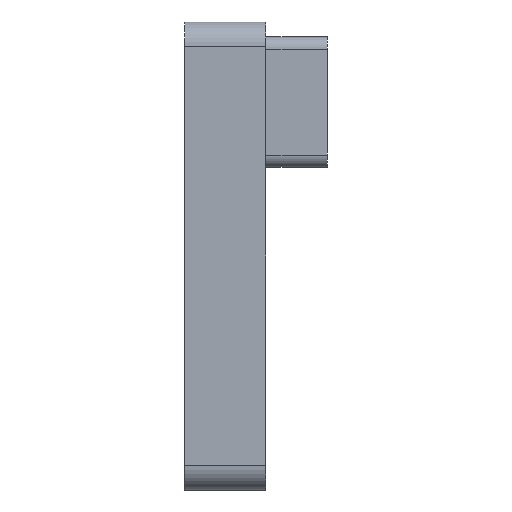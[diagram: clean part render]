
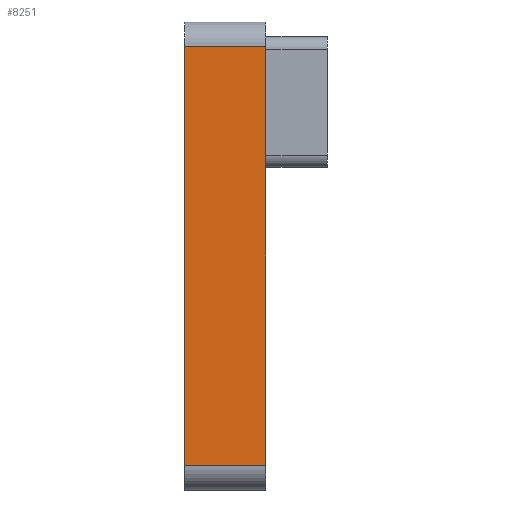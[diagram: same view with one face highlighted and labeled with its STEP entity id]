
A CAD part, front view. The second image highlights one B-rep face of the part: STEP entity #8251.
In plain terms, the highlighted planar face has unit normal (0, -1, 0).
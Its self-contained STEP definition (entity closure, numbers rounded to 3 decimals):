
#258 = VECTOR ( 'NONE', #13982, 1000. ) ;
#838 = LINE ( 'NONE', #4683, #258 ) ;
#1022 = CARTESIAN_POINT ( 'NONE',  ( -1.65, -15.5, 8.5 ) ) ;
#1791 = LINE ( 'NONE', #3838, #10255 ) ;
#2359 = ORIENTED_EDGE ( 'NONE', *, *, #23304, .T. ) ;
#3764 = LINE ( 'NONE', #18906, #15620 ) ;
#3838 = CARTESIAN_POINT ( 'NONE',  ( 1.65, -15.5, 8.5 ) ) ;
#4096 = VECTOR ( 'NONE', #22455, 1000. ) ;
#4364 = CARTESIAN_POINT ( 'NONE',  ( 1.65, -15.5, 8.5 ) ) ;
#4683 = CARTESIAN_POINT ( 'NONE',  ( 1.65, -15.5, 8.5 ) ) ;
#5265 = ORIENTED_EDGE ( 'NONE', *, *, #8692, .F. ) ;
#7894 = VERTEX_POINT ( 'NONE', #11144 ) ;
#8027 = CARTESIAN_POINT ( 'NONE',  ( -1.65, -15.5, 8.5 ) ) ;
#8251 = ADVANCED_FACE ( 'NONE', ( #18130 ), #17658, .F. ) ;
#8692 = EDGE_CURVE ( 'NONE', #22013, #19426, #1791, .T. ) ;
#9182 = DIRECTION ( 'NONE',  ( 0., 0., -1. ) ) ;
#9809 = VERTEX_POINT ( 'NONE', #1022 ) ;
#10001 = DIRECTION ( 'NONE',  ( -1., 0., 0. ) ) ;
#10029 = CARTESIAN_POINT ( 'NONE',  ( 1.65, -15.5, -8.5 ) ) ;
#10255 = VECTOR ( 'NONE', #9182, 1000. ) ;
#11144 = CARTESIAN_POINT ( 'NONE',  ( -1.65, -15.5, -8.5 ) ) ;
#11655 = CARTESIAN_POINT ( 'NONE',  ( 1.65, -15.5, 8.5 ) ) ;
#12443 = ORIENTED_EDGE ( 'NONE', *, *, #15321, .T. ) ;
#13982 = DIRECTION ( 'NONE',  ( -1., 0., 0. ) ) ;
#14321 = DIRECTION ( 'NONE',  ( 0., 1., 0. ) ) ;
#15321 = EDGE_CURVE ( 'NONE', #9809, #7894, #20714, .T. ) ;
#15620 = VECTOR ( 'NONE', #10001, 1000. ) ;
#16552 = EDGE_CURVE ( 'NONE', #19426, #7894, #3764, .T. ) ;
#17658 = PLANE ( 'NONE',  #18497 ) ;
#17787 = ORIENTED_EDGE ( 'NONE', *, *, #16552, .F. ) ;
#18130 = FACE_OUTER_BOUND ( 'NONE', #22228, .T. ) ;
#18497 = AXIS2_PLACEMENT_3D ( 'NONE', #11655, #14321, #21551 ) ;
#18906 = CARTESIAN_POINT ( 'NONE',  ( 1.65, -15.5, -8.5 ) ) ;
#19426 = VERTEX_POINT ( 'NONE', #10029 ) ;
#20714 = LINE ( 'NONE', #8027, #4096 ) ;
#21551 = DIRECTION ( 'NONE',  ( 0., 0., 1. ) ) ;
#22013 = VERTEX_POINT ( 'NONE', #4364 ) ;
#22228 = EDGE_LOOP ( 'NONE', ( #12443, #17787, #5265, #2359 ) ) ;
#22455 = DIRECTION ( 'NONE',  ( 0., 0., -1. ) ) ;
#23304 = EDGE_CURVE ( 'NONE', #22013, #9809, #838, .T. ) ;
